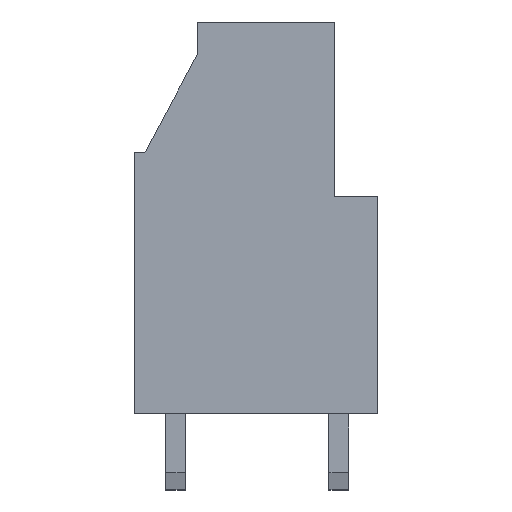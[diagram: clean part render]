
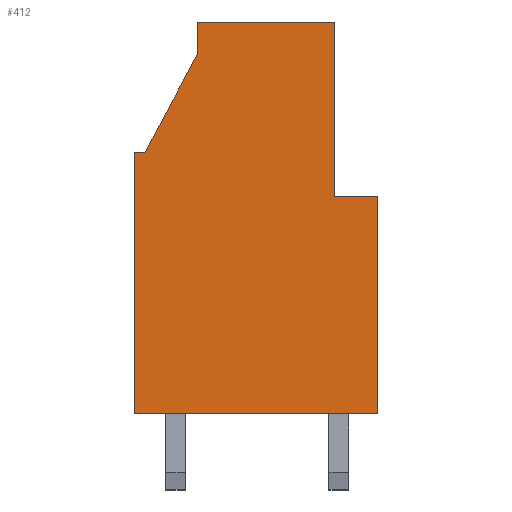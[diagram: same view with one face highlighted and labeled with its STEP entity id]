
A CAD part, front view. The second image highlights one B-rep face of the part: STEP entity #412.
In plain terms, the highlighted planar face has unit normal (0, -1, 0).
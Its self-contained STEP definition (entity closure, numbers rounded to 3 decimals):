
#412 = ADVANCED_FACE( '', ( #1032 ), #1033, .F. );
#1032 = FACE_OUTER_BOUND( '', #1897, .T. );
#1033 = PLANE( '', #1898 );
#1897 = EDGE_LOOP( '', ( #2894, #2895, #2896, #2897, #2898, #2899, #2900, #2901, #2902 ) );
#1898 = AXIS2_PLACEMENT_3D( '', #2903, #2904, #2905 );
#2894 = ORIENTED_EDGE( '', *, *, #5301, .F. );
#2895 = ORIENTED_EDGE( '', *, *, #5438, .T. );
#2896 = ORIENTED_EDGE( '', *, *, #5439, .F. );
#2897 = ORIENTED_EDGE( '', *, *, #5440, .F. );
#2898 = ORIENTED_EDGE( '', *, *, #5441, .F. );
#2899 = ORIENTED_EDGE( '', *, *, #5442, .T. );
#2900 = ORIENTED_EDGE( '', *, *, #5443, .T. );
#2901 = ORIENTED_EDGE( '', *, *, #5444, .T. );
#2902 = ORIENTED_EDGE( '', *, *, #5445, .F. );
#2903 = CARTESIAN_POINT( '', ( 12.134, -2.54, 19.8 ) );
#2904 = DIRECTION( '', ( 0., 1., 0. ) );
#2905 = DIRECTION( '', ( -1., 0., 0. ) );
#5301 = EDGE_CURVE( '', #6337, #6333, #6339, .T. );
#5438 = EDGE_CURVE( '', #6337, #6583, #6584, .T. );
#5439 = EDGE_CURVE( '', #6585, #6583, #6586, .T. );
#5440 = EDGE_CURVE( '', #6587, #6585, #6588, .T. );
#5441 = EDGE_CURVE( '', #6589, #6587, #6590, .T. );
#5442 = EDGE_CURVE( '', #6589, #6591, #6592, .T. );
#5443 = EDGE_CURVE( '', #6591, #6593, #6594, .T. );
#5444 = EDGE_CURVE( '', #6593, #6595, #6596, .T. );
#5445 = EDGE_CURVE( '', #6333, #6595, #6597, .T. );
#6333 = VERTEX_POINT( '', #7873 );
#6337 = VERTEX_POINT( '', #7879 );
#6339 = LINE( '', #7882, #7883 );
#6583 = VERTEX_POINT( '', #8232 );
#6584 = LINE( '', #8233, #8234 );
#6585 = VERTEX_POINT( '', #8235 );
#6586 = LINE( '', #8236, #8237 );
#6587 = VERTEX_POINT( '', #8238 );
#6588 = LINE( '', #8239, #8240 );
#6589 = VERTEX_POINT( '', #8241 );
#6590 = LINE( '', #8242, #8243 );
#6591 = VERTEX_POINT( '', #8244 );
#6592 = LINE( '', #8245, #8246 );
#6593 = VERTEX_POINT( '', #8247 );
#6594 = LINE( '', #8248, #8249 );
#6595 = VERTEX_POINT( '', #8250 );
#6596 = LINE( '', #8251, #8252 );
#6597 = LINE( '', #8253, #8254 );
#7873 = CARTESIAN_POINT( '', ( 9.2, -2.54, 10. ) );
#7879 = CARTESIAN_POINT( '', ( 9.2, -2.54, 18. ) );
#7882 = CARTESIAN_POINT( '', ( 9.2, -2.54, 18. ) );
#7883 = VECTOR( '', #10135, 1000. );
#8232 = CARTESIAN_POINT( '', ( 2.9, -2.54, 18. ) );
#8233 = CARTESIAN_POINT( '', ( 5.35, -2.54, 18. ) );
#8234 = VECTOR( '', #10259, 1000. );
#8235 = CARTESIAN_POINT( '', ( 2.9, -2.54, 16.5 ) );
#8236 = CARTESIAN_POINT( '', ( 2.9, -2.54, -1. ) );
#8237 = VECTOR( '', #10260, 1000. );
#8238 = CARTESIAN_POINT( '', ( 0.5, -2.54, 12. ) );
#8239 = CARTESIAN_POINT( '', ( -6.433, -2.54, -1. ) );
#8240 = VECTOR( '', #10261, 1000. );
#8241 = CARTESIAN_POINT( '', ( 0., -2.54, 12. ) );
#8242 = CARTESIAN_POINT( '', ( 5.35, -2.54, 12. ) );
#8243 = VECTOR( '', #10262, 1000. );
#8244 = CARTESIAN_POINT( '', ( 0., -2.54, 0. ) );
#8245 = CARTESIAN_POINT( '', ( 0., -2.54, -1. ) );
#8246 = VECTOR( '', #10263, 1000. );
#8247 = CARTESIAN_POINT( '', ( 11.2, -2.54, 0. ) );
#8248 = CARTESIAN_POINT( '', ( 5.35, -2.54, 0. ) );
#8249 = VECTOR( '', #10264, 1000. );
#8250 = CARTESIAN_POINT( '', ( 11.2, -2.54, 10. ) );
#8251 = CARTESIAN_POINT( '', ( 11.2, -2.54, -1. ) );
#8252 = VECTOR( '', #10265, 1000. );
#8253 = CARTESIAN_POINT( '', ( 9.038, -2.54, 10. ) );
#8254 = VECTOR( '', #10266, 1000. );
#10135 = DIRECTION( '', ( 0., 0., -1. ) );
#10259 = DIRECTION( '', ( -1., 0., 0. ) );
#10260 = DIRECTION( '', ( 0., 0., 1. ) );
#10261 = DIRECTION( '', ( 0.471, 0., 0.882 ) );
#10262 = DIRECTION( '', ( 1., 0., 0. ) );
#10263 = DIRECTION( '', ( 0., 0., -1. ) );
#10264 = DIRECTION( '', ( 1., 0., 0. ) );
#10265 = DIRECTION( '', ( 0., 0., 1. ) );
#10266 = DIRECTION( '', ( 1., 0., 0. ) );
